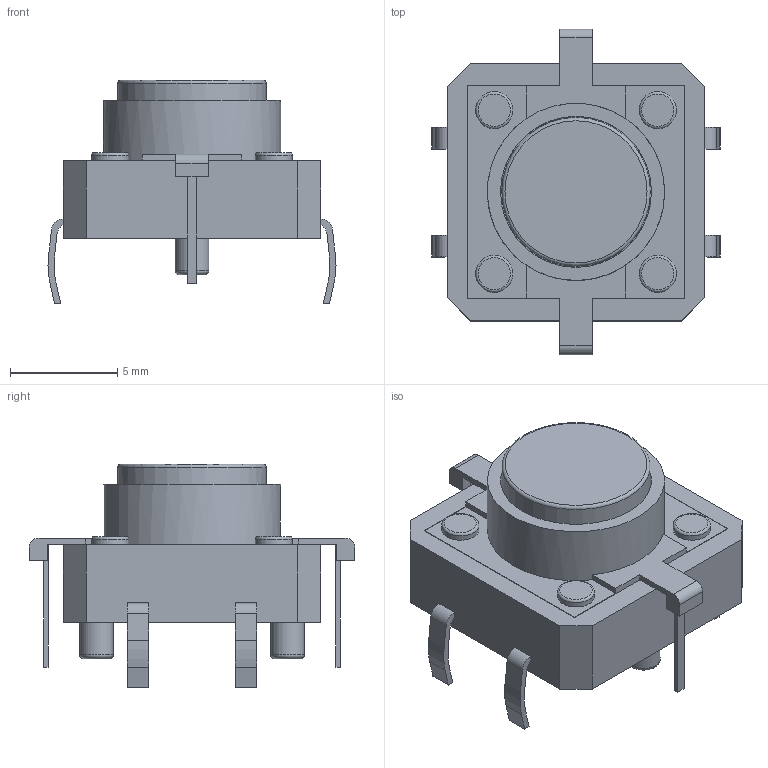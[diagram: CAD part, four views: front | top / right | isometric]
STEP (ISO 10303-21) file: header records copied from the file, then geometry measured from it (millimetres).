
FILE_DESCRIPTION(/* description */ ('Unknown'),/* implementation_level */ '2;1');
FILE_NAME(/* name */ 'Tactal Switch - THRU(12mmx12mm - Illuminated - Yellow',/* time_stamp */ '2018-10-29T22:16:37-04:00',/* author */ ('Unknown'),/* organization */ ('Unknown'),/* preprocessor_version */ 'ST-DEVELOPER v16.7',/* originating_system */ 'DEX',/* authorisation */ $);
FILE_SCHEMA (('AUTOMOTIVE_DESIGN {1 0 10303 214 3 1 1}'));
Length unit declared in the file: millimetre
Products named in the file (1): Tactal Switch - THRU(12mmx12mm - Illuminated -
Bounding box: 13.42 x 15.16 x 10.41 mm (x, y, z)
Volume: 695.8 mm3; surface area: 1159.7 mm2
Topology: 1 solids, 11 shells, 331 faces, 842 edges, 560 vertices
Faces by surface type: plane 244, bspline 53, cylinder 27, torus 7
Full cylindrical faces by diameter (mm): 1.575 x2, 1.727 x4, 6.91 x1, 7.036 x1, 8.255 x1
Entity records: 14151 total; most frequent: CARTESIAN_POINT 4513, ORIENTED_EDGE 1644, DIRECTION 1188, EDGE_CURVE 822, VERTEX_POINT 556, LINE 398, VECTOR 398, AXIS2_PLACEMENT_3D 395
